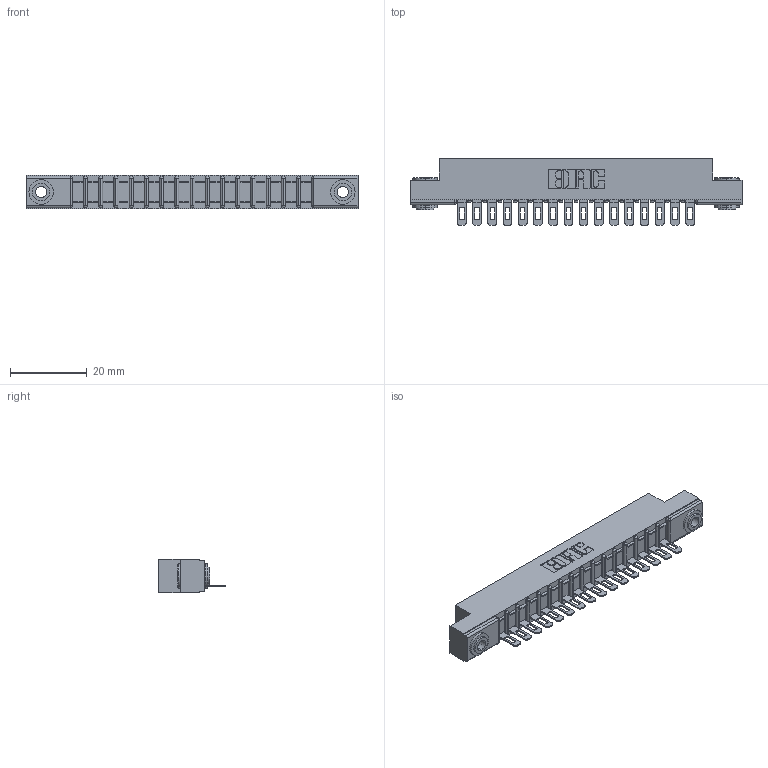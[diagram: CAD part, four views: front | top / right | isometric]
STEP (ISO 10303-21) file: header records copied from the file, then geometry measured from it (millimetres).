
FILE_DESCRIPTION (( 'STEP AP203' ), '1' );
FILE_NAME ('307-016-401-103.STEP', '2020-09-25T19:36:13', ( '' ), ( '' ), 'SwSTEP 2.0', 'SolidWorks 2020', '' );
FILE_SCHEMA (( 'CONFIG_CONTROL_DESIGN' ));
Length unit declared in the file: inch
Products named in the file (4): 307-016-401-103; 307 Part_.156 Dia Mounting Holes; 345-250-002_345-250-002-102; 307-290-002_501
Assembly tree (19 placements, depth 2):
  307-016-401-103
    307 Part_.156 Dia Mounting Holes
    307-290-002_501  x16
    345-250-002_345-250-002-102  x2
Bounding box: 86.41 x 17.42 x 8.71 mm (x, y, z)
Volume: 5716.8 mm3; surface area: 10415.9 mm2
Topology: 19 solids, 19 shells, 1403 faces, 4243 edges, 2778 vertices
Faces by surface type: plane 798, cylinder 563, sphere 34, cone 8
Entity records: 18781 total; most frequent: CARTESIAN_POINT 3141, ORIENTED_EDGE 3122, DIRECTION 3083, EDGE_CURVE 1561, LINE 1171, VECTOR 1171, VERTEX_POINT 1014, AXIS2_PLACEMENT_3D 956
